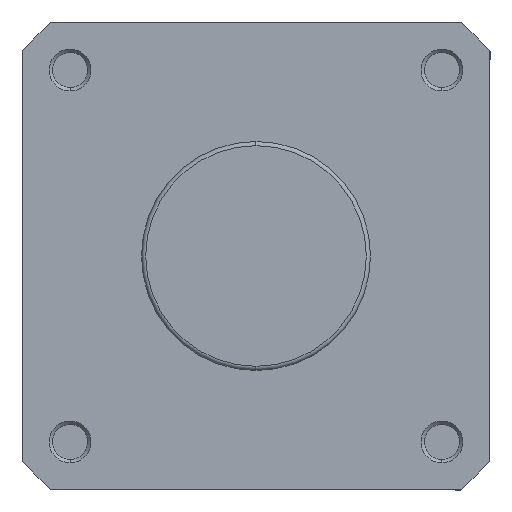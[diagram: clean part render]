
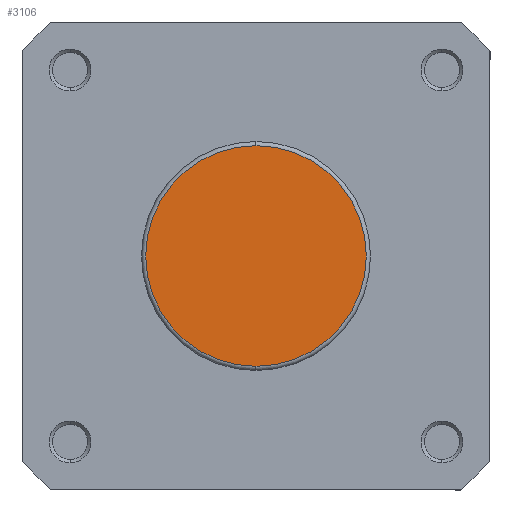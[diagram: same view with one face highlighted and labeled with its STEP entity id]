
A CAD part, left-side view. The second image highlights one B-rep face of the part: STEP entity #3106.
In plain terms, the highlighted planar face has unit normal (-1, 0, 0).
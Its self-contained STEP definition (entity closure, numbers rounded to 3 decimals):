
#85 = VERTEX_POINT ( 'NONE', #5727 ) ;
#107 = VERTEX_POINT ( 'NONE', #5849 ) ;
#326 = ORIENTED_EDGE ( 'NONE', *, *, #3439, .T. ) ;
#331 = ORIENTED_EDGE ( 'NONE', *, *, #3378, .T. ) ;
#564 = EDGE_LOOP ( 'NONE', ( #331, #326 ) ) ;
#978 = PLANE ( 'NONE',  #3812 ) ;
#979 = CARTESIAN_POINT ( 'NONE',  ( 0., 27.4, 0. ) ) ;
#988 = DIRECTION ( 'NONE',  ( 1., 0., 0. ) ) ;
#989 = DIRECTION ( 'NONE',  ( 0., 0., -1. ) ) ;
#1733 = CARTESIAN_POINT ( 'NONE',  ( 0., 0., 0. ) ) ;
#1734 = DIRECTION ( 'NONE',  ( -1., 0., 0. ) ) ;
#1735 = DIRECTION ( 'NONE',  ( 0., 0., -1. ) ) ;
#1884 = CARTESIAN_POINT ( 'NONE',  ( 0., 0., 0. ) ) ;
#1886 = DIRECTION ( 'NONE',  ( -1., 0., 0. ) ) ;
#1887 = DIRECTION ( 'NONE',  ( 0., 0., -1. ) ) ;
#2915 = FACE_OUTER_BOUND ( 'NONE', #564, .T. ) ;
#3106 = ADVANCED_FACE ( 'NONE', ( #2915 ), #978, .F. ) ;
#3378 = EDGE_CURVE ( 'NONE', #85, #107, #4442, .T. ) ;
#3439 = EDGE_CURVE ( 'NONE', #107, #85, #4535, .T. ) ;
#3812 = AXIS2_PLACEMENT_3D ( 'NONE', #979, #988, #989 ) ;
#3929 = AXIS2_PLACEMENT_3D ( 'NONE', #1733, #1734, #1735 ) ;
#3959 = AXIS2_PLACEMENT_3D ( 'NONE', #1884, #1886, #1887 ) ;
#4442 = CIRCLE ( 'NONE', #3929, 26.4 ) ;
#4535 = CIRCLE ( 'NONE', #3959, 26.4 ) ;
#5727 = CARTESIAN_POINT ( 'NONE',  ( 0., 0., -26.4 ) ) ;
#5849 = CARTESIAN_POINT ( 'NONE',  ( 0., 0., 26.4 ) ) ;
